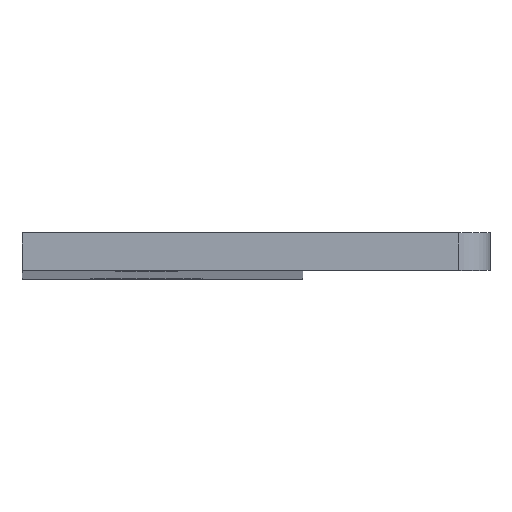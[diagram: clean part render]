
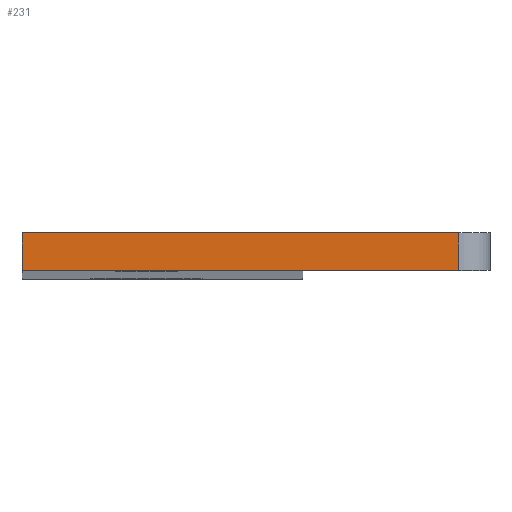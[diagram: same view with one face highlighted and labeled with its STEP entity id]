
A CAD part, top view. The second image highlights one B-rep face of the part: STEP entity #231.
In plain terms, the highlighted planar face has unit normal (0, 0, 1).
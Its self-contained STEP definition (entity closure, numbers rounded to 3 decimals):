
#25=PLANE('',#265);
#37=FACE_OUTER_BOUND('',#51,.T.);
#51=EDGE_LOOP('',(#203,#204,#205,#206));
#55=LINE('',#337,#77);
#60=LINE('',#349,#82);
#68=LINE('',#377,#90);
#76=LINE('',#392,#98);
#77=VECTOR('',#273,10.);
#82=VECTOR('',#284,10.);
#90=VECTOR('',#312,10.);
#98=VECTOR('',#328,10.);
#108=VERTEX_POINT('',#334);
#109=VERTEX_POINT('',#336);
#113=VERTEX_POINT('',#348);
#123=VERTEX_POINT('',#376);
#128=EDGE_CURVE('',#108,#109,#55,.T.);
#134=EDGE_CURVE('',#113,#109,#60,.T.);
#148=EDGE_CURVE('',#113,#123,#68,.T.);
#156=EDGE_CURVE('',#123,#108,#76,.T.);
#203=ORIENTED_EDGE('',*,*,#128,.F.);
#204=ORIENTED_EDGE('',*,*,#156,.F.);
#205=ORIENTED_EDGE('',*,*,#148,.F.);
#206=ORIENTED_EDGE('',*,*,#134,.T.);
#231=ADVANCED_FACE('',(#37),#25,.T.);
#265=AXIS2_PLACEMENT_3D('',#391,#326,#327);
#273=DIRECTION('',(0.,-1.,0.));
#284=DIRECTION('',(1.,0.,0.));
#312=DIRECTION('',(0.,1.,0.));
#326=DIRECTION('center_axis',(0.,0.,1.));
#327=DIRECTION('ref_axis',(1.,0.,0.));
#328=DIRECTION('',(1.,0.,0.));
#334=CARTESIAN_POINT('',(7.,0.6,81.));
#336=CARTESIAN_POINT('',(7.,0.,81.));
#337=CARTESIAN_POINT('',(7.,0.,81.));
#348=CARTESIAN_POINT('',(0.,0.,81.));
#349=CARTESIAN_POINT('',(4.5,0.,81.));
#376=CARTESIAN_POINT('',(0.,0.6,81.));
#377=CARTESIAN_POINT('',(0.,0.,81.));
#391=CARTESIAN_POINT('Origin',(0.,0.,81.));
#392=CARTESIAN_POINT('',(4.5,0.6,81.));
